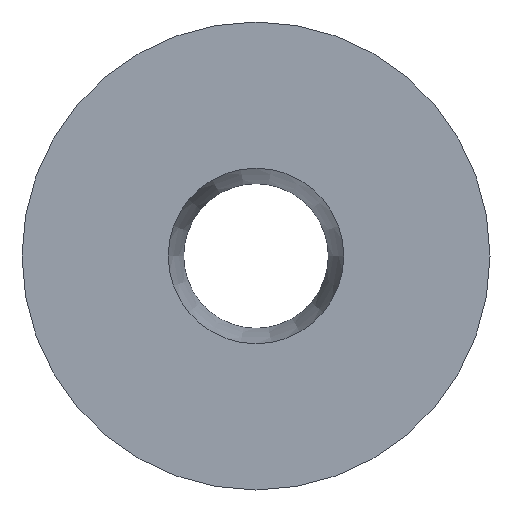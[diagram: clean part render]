
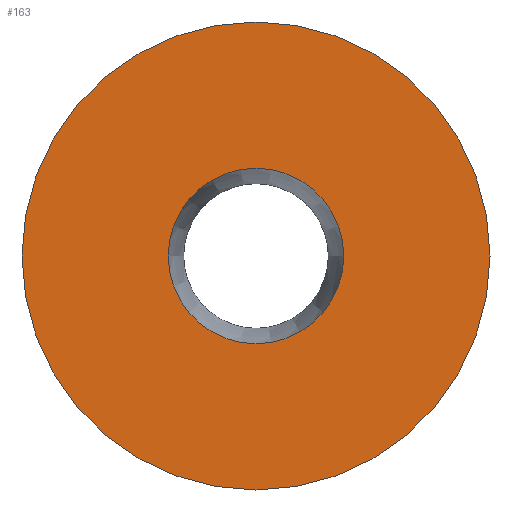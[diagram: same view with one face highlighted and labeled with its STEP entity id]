
A CAD part, left-side view. The second image highlights one B-rep face of the part: STEP entity #163.
In plain terms, the highlighted planar face has unit normal (-1, 0, 0).
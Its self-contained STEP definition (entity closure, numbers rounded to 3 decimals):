
#15=FACE_BOUND('',#62,.T.);
#49=FACE_OUTER_BOUND('',#61,.T.);
#61=EDGE_LOOP('',(#139));
#62=EDGE_LOOP('',(#140));
#73=CIRCLE('',#188,30.);
#79=CIRCLE('',#199,80.);
#85=VERTEX_POINT('',#273);
#91=VERTEX_POINT('',#295);
#97=EDGE_CURVE('',#85,#85,#73,.T.);
#108=EDGE_CURVE('',#91,#91,#79,.T.);
#139=ORIENTED_EDGE('',*,*,#108,.T.);
#140=ORIENTED_EDGE('',*,*,#97,.T.);
#151=PLANE('',#201);
#163=ADVANCED_FACE('',(#49,#15),#151,.T.);
#188=AXIS2_PLACEMENT_3D('',#274,#223,#224);
#199=AXIS2_PLACEMENT_3D('',#296,#250,#251);
#201=AXIS2_PLACEMENT_3D('',#300,#255,#256);
#223=DIRECTION('center_axis',(1.,0.,0.));
#224=DIRECTION('ref_axis',(0.,-1.,0.));
#250=DIRECTION('center_axis',(-1.,0.,0.));
#251=DIRECTION('ref_axis',(0.,-1.,0.));
#255=DIRECTION('center_axis',(-1.,0.,0.));
#256=DIRECTION('ref_axis',(0.,-1.,0.));
#273=CARTESIAN_POINT('',(-207.8,770.,203.2));
#274=CARTESIAN_POINT('Origin',(-207.8,740.,203.2));
#295=CARTESIAN_POINT('',(-207.8,820.,203.2));
#296=CARTESIAN_POINT('Origin',(-207.8,740.,203.2));
#300=CARTESIAN_POINT('Origin',(-207.8,740.,203.2));
